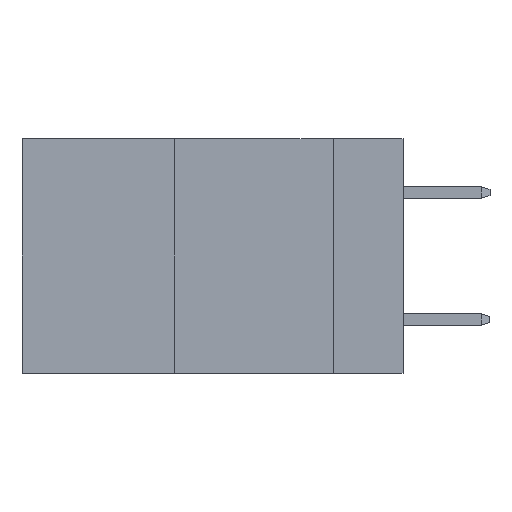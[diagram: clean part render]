
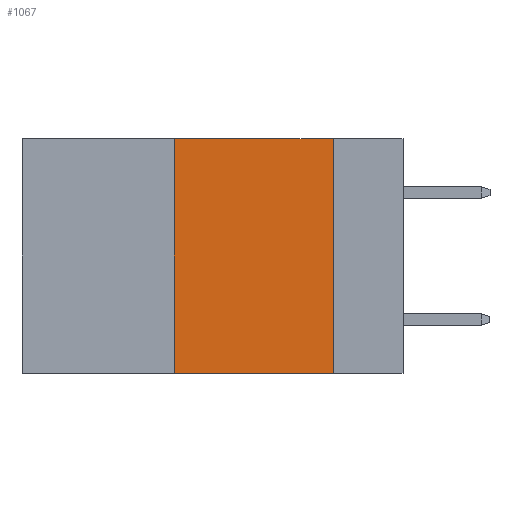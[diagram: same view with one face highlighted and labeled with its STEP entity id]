
A CAD part, left-side view. The second image highlights one B-rep face of the part: STEP entity #1067.
In plain terms, the highlighted planar face has unit normal (-1, 0, 0).
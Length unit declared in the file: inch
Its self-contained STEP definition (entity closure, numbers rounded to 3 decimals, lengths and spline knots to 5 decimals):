
#932 = DIRECTION ( 'NONE',  ( 0., -1., 0. ) ) ;
#970 = CARTESIAN_POINT ( 'NONE',  ( 0., 0.11, 0. ) ) ;
#1067 = ADVANCED_FACE ( 'NONE', ( #13328 ), #3108, .F. ) ;
#2307 = EDGE_CURVE ( 'NONE', #11383, #12226, #9018, .T. ) ;
#2340 = CARTESIAN_POINT ( 'NONE',  ( 0., 0.36, -0.37 ) ) ;
#3108 = PLANE ( 'NONE',  #5587 ) ;
#3404 = EDGE_CURVE ( 'NONE', #3537, #9695, #7233, .T. ) ;
#3537 = VERTEX_POINT ( 'NONE', #2340 ) ;
#3777 = CARTESIAN_POINT ( 'NONE',  ( 0., 0.11, -0.37 ) ) ;
#3852 = EDGE_CURVE ( 'NONE', #3537, #11383, #6122, .T. ) ;
#3881 = VECTOR ( 'NONE', #13198, 39.37008 ) ;
#4015 = CARTESIAN_POINT ( 'NONE',  ( 0., 0.6, 0. ) ) ;
#4233 = CARTESIAN_POINT ( 'NONE',  ( 0., 0.36, 0. ) ) ;
#4908 = CARTESIAN_POINT ( 'NONE',  ( 0., 0.6, 0. ) ) ;
#5004 = VECTOR ( 'NONE', #932, 39.37008 ) ;
#5335 = EDGE_LOOP ( 'NONE', ( #7790, #8710, #11797, #12196 ) ) ;
#5587 = AXIS2_PLACEMENT_3D ( 'NONE', #4015, #10456, #9293 ) ;
#5616 = DIRECTION ( 'NONE',  ( 0., 0., -1. ) ) ;
#6122 = LINE ( 'NONE', #13324, #12831 ) ;
#7233 = LINE ( 'NONE', #10343, #5004 ) ;
#7281 = VECTOR ( 'NONE', #5616, 39.37008 ) ;
#7790 = ORIENTED_EDGE ( 'NONE', *, *, #12300, .F. ) ;
#8392 = DIRECTION ( 'NONE',  ( 0., 0., 1. ) ) ;
#8710 = ORIENTED_EDGE ( 'NONE', *, *, #2307, .F. ) ;
#9018 = LINE ( 'NONE', #4908, #3881 ) ;
#9293 = DIRECTION ( 'NONE',  ( 0., 0., -1. ) ) ;
#9695 = VERTEX_POINT ( 'NONE', #3777 ) ;
#10343 = CARTESIAN_POINT ( 'NONE',  ( 0., 0.6, -0.37 ) ) ;
#10456 = DIRECTION ( 'NONE',  ( 1., 0., 0. ) ) ;
#11383 = VERTEX_POINT ( 'NONE', #4233 ) ;
#11797 = ORIENTED_EDGE ( 'NONE', *, *, #3852, .F. ) ;
#12196 = ORIENTED_EDGE ( 'NONE', *, *, #3404, .T. ) ;
#12226 = VERTEX_POINT ( 'NONE', #970 ) ;
#12300 = EDGE_CURVE ( 'NONE', #12226, #9695, #12961, .T. ) ;
#12831 = VECTOR ( 'NONE', #8392, 39.37008 ) ;
#12961 = LINE ( 'NONE', #13020, #7281 ) ;
#13020 = CARTESIAN_POINT ( 'NONE',  ( 0., 0.11, 0. ) ) ;
#13198 = DIRECTION ( 'NONE',  ( 0., -1., 0. ) ) ;
#13324 = CARTESIAN_POINT ( 'NONE',  ( 0., 0.36, 0. ) ) ;
#13328 = FACE_OUTER_BOUND ( 'NONE', #5335, .T. ) ;
